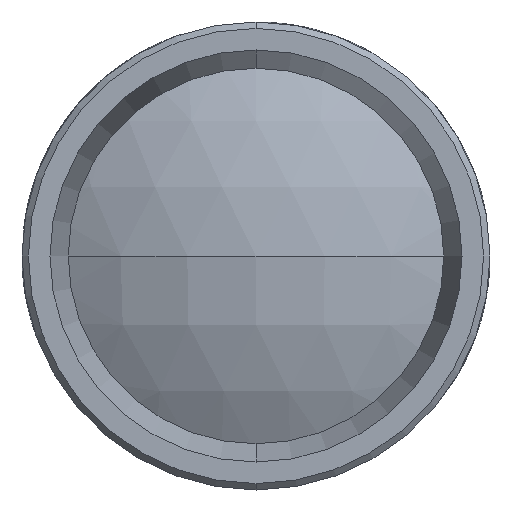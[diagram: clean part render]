
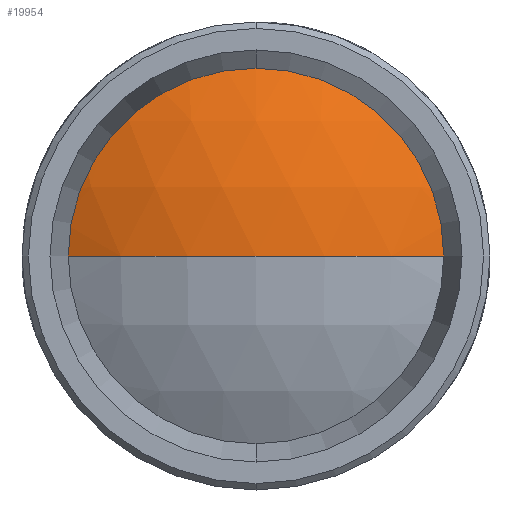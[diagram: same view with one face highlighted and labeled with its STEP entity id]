
A CAD part, left-side view. The second image highlights one B-rep face of the part: STEP entity #19954.
In plain terms, the highlighted spherical face has radius 18.612 mm.
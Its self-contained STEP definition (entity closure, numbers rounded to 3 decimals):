
#137 = ORIENTED_EDGE ( 'NONE', *, *, #16995, .F. ) ;
#226 = DIRECTION ( 'NONE',  ( 0., 0., -1. ) ) ;
#287 = CARTESIAN_POINT ( 'NONE',  ( -11.927, -10.482, 26.619 ) ) ;
#330 = VERTEX_POINT ( 'NONE', #9945 ) ;
#765 = FACE_OUTER_BOUND ( 'NONE', #11065, .T. ) ;
#934 = DIRECTION ( 'NONE',  ( 0., 1., 0. ) ) ;
#1344 = SPHERICAL_SURFACE ( 'NONE', #9043, 18.612 ) ;
#2001 = CIRCLE ( 'NONE', #20242, 18.612 ) ;
#2651 = DIRECTION ( 'NONE',  ( 0., 0., 1. ) ) ;
#2874 = VERTEX_POINT ( 'NONE', #287 ) ;
#3918 = ORIENTED_EDGE ( 'NONE', *, *, #11684, .F. ) ;
#6265 = DIRECTION ( 'NONE',  ( 0., 0., 1. ) ) ;
#8445 = CARTESIAN_POINT ( 'NONE',  ( 4.195, -1.182, 26.619 ) ) ;
#9043 = AXIS2_PLACEMENT_3D ( 'NONE', #22324, #2651, #934 ) ;
#9945 = CARTESIAN_POINT ( 'NONE',  ( -11.927, 8.118, 26.619 ) ) ;
#10223 = DIRECTION ( 'NONE',  ( -1., 0., 0. ) ) ;
#10922 = DIRECTION ( 'NONE',  ( 1., 0., 0. ) ) ;
#11065 = EDGE_LOOP ( 'NONE', ( #3918, #21046, #137 ) ) ;
#11457 = CIRCLE ( 'NONE', #14131, 18.612 ) ;
#11684 = EDGE_CURVE ( 'NONE', #19573, #330, #2001, .T. ) ;
#12553 = CIRCLE ( 'NONE', #17104, 9.3 ) ;
#13684 = EDGE_CURVE ( 'NONE', #19573, #2874, #11457, .T. ) ;
#14131 = AXIS2_PLACEMENT_3D ( 'NONE', #16938, #6265, #18748 ) ;
#16938 = CARTESIAN_POINT ( 'NONE',  ( 4.195, -1.182, 26.619 ) ) ;
#16995 = EDGE_CURVE ( 'NONE', #330, #2874, #12553, .T. ) ;
#17104 = AXIS2_PLACEMENT_3D ( 'NONE', #21613, #10922, #226 ) ;
#18748 = DIRECTION ( 'NONE',  ( 0., -1., 0. ) ) ;
#19573 = VERTEX_POINT ( 'NONE', #20869 ) ;
#19954 = ADVANCED_FACE ( 'NONE', ( #765 ), #1344, .T. ) ;
#20242 = AXIS2_PLACEMENT_3D ( 'NONE', #8445, #20928, #10223 ) ;
#20869 = CARTESIAN_POINT ( 'NONE',  ( -14.417, -1.182, 26.619 ) ) ;
#20928 = DIRECTION ( 'NONE',  ( 0., 0., -1. ) ) ;
#21046 = ORIENTED_EDGE ( 'NONE', *, *, #13684, .T. ) ;
#21613 = CARTESIAN_POINT ( 'NONE',  ( -11.927, -1.182, 26.619 ) ) ;
#22324 = CARTESIAN_POINT ( 'NONE',  ( 4.195, -1.182, 26.619 ) ) ;
